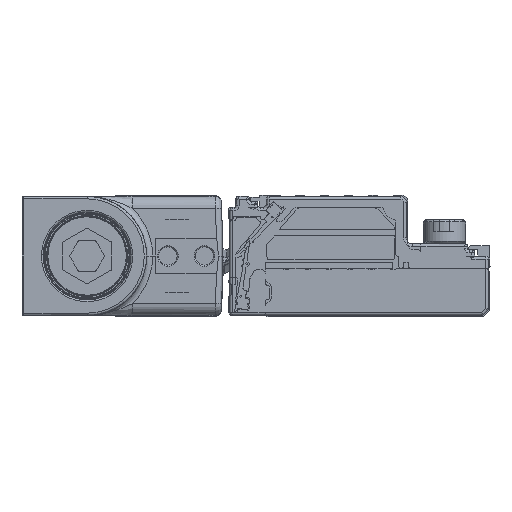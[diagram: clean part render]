
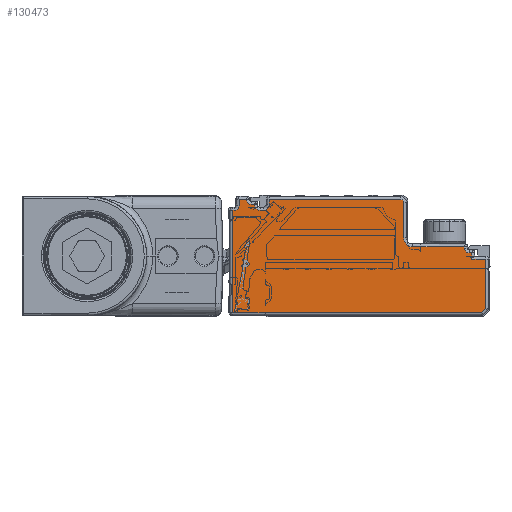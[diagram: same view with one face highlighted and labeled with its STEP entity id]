
A CAD part, left-side view. The second image highlights one B-rep face of the part: STEP entity #130473.
In plain terms, the highlighted planar face has unit normal (-1, 0, 0).
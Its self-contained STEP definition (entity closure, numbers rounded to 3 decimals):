
#127933=AXIS2_PLACEMENT_3D('Circle Axis2P3D',#127931,#127932,$) ;
#128055=AXIS2_PLACEMENT_3D('Circle Axis2P3D',#128053,#128054,$) ;
#128159=AXIS2_PLACEMENT_3D('Circle Axis2P3D',#128157,#128158,$) ;
#130120=AXIS2_PLACEMENT_3D('Circle Axis2P3D',#130118,#130119,$) ;
#130192=AXIS2_PLACEMENT_3D('Circle Axis2P3D',#130190,#130191,$) ;
#130289=AXIS2_PLACEMENT_3D('Circle Axis2P3D',#130287,#130288,$) ;
#130440=AXIS2_PLACEMENT_3D('Plane Axis2P3D',#130437,#130438,#130439) ;
#130444=AXIS2_PLACEMENT_3D('Circle Axis2P3D',#130442,#130443,$) ;
#127608=CARTESIAN_POINT('Vertex',(-678.,42.3,-7.3)) ;
#127631=CARTESIAN_POINT('Vertex',(-678.,1.407,-7.3)) ;
#127634=CARTESIAN_POINT('Line Origine',(-678.,23.168,-7.3)) ;
#127671=CARTESIAN_POINT('Vertex',(-678.,0.7,-6.593)) ;
#127674=CARTESIAN_POINT('Line Origine',(-678.,-1.246,-4.646)) ;
#127928=CARTESIAN_POINT('Vertex',(-678.,40.1,11.3)) ;
#127931=CARTESIAN_POINT('Axis2P3D Location',(-678.,39.3,11.3)) ;
#127935=CARTESIAN_POINT('Vertex',(-678.,39.3,10.5)) ;
#127955=CARTESIAN_POINT('Line Origine',(-678.,21.5,11.3)) ;
#127959=CARTESIAN_POINT('Vertex',(-678.,41.3,11.3)) ;
#128005=CARTESIAN_POINT('Vertex',(-678.,3.,2.5)) ;
#128019=CARTESIAN_POINT('Vertex',(-678.,3.4,2.5)) ;
#128022=CARTESIAN_POINT('Line Origine',(-678.,21.5,2.5)) ;
#128050=CARTESIAN_POINT('Vertex',(-678.,4.2,3.3)) ;
#128053=CARTESIAN_POINT('Axis2P3D Location',(-678.,3.4,3.3)) ;
#128078=CARTESIAN_POINT('Vertex',(-678.,4.2,3.5)) ;
#128081=CARTESIAN_POINT('Line Origine',(-678.,4.2,2.)) ;
#128123=CARTESIAN_POINT('Vertex',(-678.,12.7,3.5)) ;
#128126=CARTESIAN_POINT('Line Origine',(-678.,21.5,3.5)) ;
#128154=CARTESIAN_POINT('Vertex',(-678.,14.2,5.)) ;
#128157=CARTESIAN_POINT('Axis2P3D Location',(-678.,12.7,5.)) ;
#128185=CARTESIAN_POINT('Vertex',(-678.,14.2,10.8)) ;
#128188=CARTESIAN_POINT('Line Origine',(-678.,14.2,2.)) ;
#130000=CARTESIAN_POINT('Line Origine',(-678.,42.3,2.)) ;
#130004=CARTESIAN_POINT('Vertex',(-678.,42.3,9.5)) ;
#130028=CARTESIAN_POINT('Vertex',(-678.,0.7,1.5)) ;
#130031=CARTESIAN_POINT('Line Origine',(-678.,0.7,2.)) ;
#130084=CARTESIAN_POINT('Vertex',(-678.,37.8,9.5)) ;
#130087=CARTESIAN_POINT('Line Origine',(-678.,21.5,9.5)) ;
#130091=CARTESIAN_POINT('Vertex',(-678.,37.3,9.5)) ;
#130115=CARTESIAN_POINT('Vertex',(-678.,38.8,10.5)) ;
#130118=CARTESIAN_POINT('Axis2P3D Location',(-678.,37.8,10.5)) ;
#130142=CARTESIAN_POINT('Line Origine',(-678.,21.5,10.5)) ;
#130163=CARTESIAN_POINT('Vertex',(-678.,41.3,10.3)) ;
#130166=CARTESIAN_POINT('Line Origine',(-678.,41.3,2.)) ;
#130187=CARTESIAN_POINT('Vertex',(-678.,42.1,9.5)) ;
#130190=CARTESIAN_POINT('Axis2P3D Location',(-678.,42.1,10.3)) ;
#130207=CARTESIAN_POINT('Line Origine',(-678.,21.5,9.5)) ;
#130233=CARTESIAN_POINT('Vertex',(-678.,3.,1.5)) ;
#130236=CARTESIAN_POINT('Line Origine',(-678.,21.5,1.5)) ;
#130263=CARTESIAN_POINT('Line Origine',(-678.,3.,2.)) ;
#130284=CARTESIAN_POINT('Vertex',(-678.,14.7,11.3)) ;
#130287=CARTESIAN_POINT('Axis2P3D Location',(-678.,14.7,10.8)) ;
#130308=CARTESIAN_POINT('Vertex',(-678.,36.3,11.3)) ;
#130311=CARTESIAN_POINT('Line Origine',(-678.,21.5,11.3)) ;
#130332=CARTESIAN_POINT('Vertex',(-678.,36.3,10.5)) ;
#130335=CARTESIAN_POINT('Line Origine',(-678.,36.3,2.)) ;
#130437=CARTESIAN_POINT('Axis2P3D Location',(-678.,0.2,-7.8)) ;
#130442=CARTESIAN_POINT('Axis2P3D Location',(-678.,37.3,10.5)) ;
#127635=DIRECTION('Vector Direction',(0.,1.,0.)) ;
#127675=DIRECTION('Vector Direction',(0.,0.707,-0.707)) ;
#127932=DIRECTION('Axis2P3D Direction',(1.,0.,0.)) ;
#127956=DIRECTION('Vector Direction',(0.,-1.,0.)) ;
#128023=DIRECTION('Vector Direction',(0.,-1.,0.)) ;
#128054=DIRECTION('Axis2P3D Direction',(1.,0.,0.)) ;
#128082=DIRECTION('Vector Direction',(0.,0.,1.)) ;
#128127=DIRECTION('Vector Direction',(0.,-1.,0.)) ;
#128158=DIRECTION('Axis2P3D Direction',(1.,0.,0.)) ;
#128189=DIRECTION('Vector Direction',(0.,0.,-1.)) ;
#130001=DIRECTION('Vector Direction',(0.,0.,1.)) ;
#130032=DIRECTION('Vector Direction',(0.,0.,-1.)) ;
#130088=DIRECTION('Vector Direction',(0.,-1.,0.)) ;
#130119=DIRECTION('Axis2P3D Direction',(1.,0.,0.)) ;
#130143=DIRECTION('Vector Direction',(0.,1.,0.)) ;
#130167=DIRECTION('Vector Direction',(0.,0.,1.)) ;
#130191=DIRECTION('Axis2P3D Direction',(1.,0.,0.)) ;
#130208=DIRECTION('Vector Direction',(0.,-1.,0.)) ;
#130237=DIRECTION('Vector Direction',(0.,-1.,0.)) ;
#130264=DIRECTION('Vector Direction',(0.,0.,-1.)) ;
#130288=DIRECTION('Axis2P3D Direction',(1.,0.,0.)) ;
#130312=DIRECTION('Vector Direction',(0.,-1.,0.)) ;
#130336=DIRECTION('Vector Direction',(0.,0.,1.)) ;
#130438=DIRECTION('Axis2P3D Direction',(-1.,0.,0.)) ;
#130439=DIRECTION('Axis2P3D XDirection',(0.,0.,1.)) ;
#130443=DIRECTION('Axis2P3D Direction',(-1.,0.,0.)) ;
#127636=VECTOR('Line Direction',#127635,1.) ;
#127676=VECTOR('Line Direction',#127675,1.) ;
#127957=VECTOR('Line Direction',#127956,1.) ;
#128024=VECTOR('Line Direction',#128023,1.) ;
#128083=VECTOR('Line Direction',#128082,1.) ;
#128128=VECTOR('Line Direction',#128127,1.) ;
#128190=VECTOR('Line Direction',#128189,1.) ;
#130002=VECTOR('Line Direction',#130001,1.) ;
#130033=VECTOR('Line Direction',#130032,1.) ;
#130089=VECTOR('Line Direction',#130088,1.) ;
#130144=VECTOR('Line Direction',#130143,1.) ;
#130168=VECTOR('Line Direction',#130167,1.) ;
#130209=VECTOR('Line Direction',#130208,1.) ;
#130238=VECTOR('Line Direction',#130237,1.) ;
#130265=VECTOR('Line Direction',#130264,1.) ;
#130313=VECTOR('Line Direction',#130312,1.) ;
#130337=VECTOR('Line Direction',#130336,1.) ;
#130448=ORIENTED_EDGE('',*,*,#130093,.T.) ;
#130449=ORIENTED_EDGE('',*,*,#130122,.T.) ;
#130450=ORIENTED_EDGE('',*,*,#130146,.T.) ;
#130451=ORIENTED_EDGE('',*,*,#127937,.T.) ;
#130452=ORIENTED_EDGE('',*,*,#127961,.T.) ;
#130453=ORIENTED_EDGE('',*,*,#130170,.T.) ;
#130454=ORIENTED_EDGE('',*,*,#130194,.T.) ;
#130455=ORIENTED_EDGE('',*,*,#130211,.T.) ;
#130456=ORIENTED_EDGE('',*,*,#130006,.T.) ;
#130457=ORIENTED_EDGE('',*,*,#127638,.T.) ;
#130458=ORIENTED_EDGE('',*,*,#127678,.T.) ;
#130459=ORIENTED_EDGE('',*,*,#130035,.T.) ;
#130460=ORIENTED_EDGE('',*,*,#130240,.T.) ;
#130461=ORIENTED_EDGE('',*,*,#130267,.T.) ;
#130462=ORIENTED_EDGE('',*,*,#128026,.T.) ;
#130463=ORIENTED_EDGE('',*,*,#128057,.T.) ;
#130464=ORIENTED_EDGE('',*,*,#128085,.T.) ;
#130465=ORIENTED_EDGE('',*,*,#128130,.T.) ;
#130466=ORIENTED_EDGE('',*,*,#128161,.T.) ;
#130467=ORIENTED_EDGE('',*,*,#128192,.T.) ;
#130468=ORIENTED_EDGE('',*,*,#130291,.T.) ;
#130469=ORIENTED_EDGE('',*,*,#130315,.T.) ;
#130470=ORIENTED_EDGE('',*,*,#130339,.T.) ;
#130471=ORIENTED_EDGE('',*,*,#130446,.T.) ;
#130473=ADVANCED_FACE('\X2\FF8AFF9FFF70FF82\X0\ \X2\FF8EFF9EFF83FF9EFF68FF70\X0\',(#130472),#130441,.T.) ;
#127934=CIRCLE('generated circle',#127933,0.8) ;
#128056=CIRCLE('generated circle',#128055,0.8) ;
#128160=CIRCLE('generated circle',#128159,1.5) ;
#130121=CIRCLE('generated circle',#130120,1.) ;
#130193=CIRCLE('generated circle',#130192,0.8) ;
#130290=CIRCLE('generated circle',#130289,0.5) ;
#130445=CIRCLE('generated circle',#130444,1.) ;
#127638=EDGE_CURVE('',#127609,#127632,#127637,.F.) ;
#127678=EDGE_CURVE('',#127632,#127672,#127677,.F.) ;
#127937=EDGE_CURVE('',#127936,#127929,#127934,.T.) ;
#127961=EDGE_CURVE('',#127929,#127960,#127958,.F.) ;
#128026=EDGE_CURVE('',#128006,#128020,#128025,.F.) ;
#128057=EDGE_CURVE('',#128020,#128051,#128056,.T.) ;
#128085=EDGE_CURVE('',#128051,#128079,#128084,.T.) ;
#128130=EDGE_CURVE('',#128079,#128124,#128129,.F.) ;
#128161=EDGE_CURVE('',#128124,#128155,#128160,.T.) ;
#128192=EDGE_CURVE('',#128155,#128186,#128191,.F.) ;
#130006=EDGE_CURVE('',#130005,#127609,#130003,.F.) ;
#130035=EDGE_CURVE('',#127672,#130029,#130034,.F.) ;
#130093=EDGE_CURVE('',#130092,#130085,#130090,.F.) ;
#130122=EDGE_CURVE('',#130085,#130116,#130121,.T.) ;
#130146=EDGE_CURVE('',#130116,#127936,#130145,.T.) ;
#130170=EDGE_CURVE('',#127960,#130164,#130169,.F.) ;
#130194=EDGE_CURVE('',#130164,#130188,#130193,.T.) ;
#130211=EDGE_CURVE('',#130188,#130005,#130210,.F.) ;
#130240=EDGE_CURVE('',#130029,#130234,#130239,.F.) ;
#130267=EDGE_CURVE('',#130234,#128006,#130266,.F.) ;
#130291=EDGE_CURVE('',#128186,#130285,#130290,.F.) ;
#130315=EDGE_CURVE('',#130285,#130309,#130314,.F.) ;
#130339=EDGE_CURVE('',#130309,#130333,#130338,.F.) ;
#130446=EDGE_CURVE('',#130333,#130092,#130445,.F.) ;
#130447=EDGE_LOOP('',(#130448,#130449,#130450,#130451,#130452,#130453,#130454,#130455,#130456,#130457,#130458,#130459,#130460,#130461,#130462,#130463,#130464,#130465,#130466,#130467,#130468,#130469,#130470,#130471)) ;
#130472=FACE_OUTER_BOUND('',#130447,.T.) ;
#127637=LINE('Line',#127634,#127636) ;
#127677=LINE('Line',#127674,#127676) ;
#127958=LINE('Line',#127955,#127957) ;
#128025=LINE('Line',#128022,#128024) ;
#128084=LINE('Line',#128081,#128083) ;
#128129=LINE('Line',#128126,#128128) ;
#128191=LINE('Line',#128188,#128190) ;
#130003=LINE('Line',#130000,#130002) ;
#130034=LINE('Line',#130031,#130033) ;
#130090=LINE('Line',#130087,#130089) ;
#130145=LINE('Line',#130142,#130144) ;
#130169=LINE('Line',#130166,#130168) ;
#130210=LINE('Line',#130207,#130209) ;
#130239=LINE('Line',#130236,#130238) ;
#130266=LINE('Line',#130263,#130265) ;
#130314=LINE('Line',#130311,#130313) ;
#130338=LINE('Line',#130335,#130337) ;
#130441=PLANE('',#130440) ;
#127609=VERTEX_POINT('',#127608) ;
#127632=VERTEX_POINT('',#127631) ;
#127672=VERTEX_POINT('',#127671) ;
#127929=VERTEX_POINT('',#127928) ;
#127936=VERTEX_POINT('',#127935) ;
#127960=VERTEX_POINT('',#127959) ;
#128006=VERTEX_POINT('',#128005) ;
#128020=VERTEX_POINT('',#128019) ;
#128051=VERTEX_POINT('',#128050) ;
#128079=VERTEX_POINT('',#128078) ;
#128124=VERTEX_POINT('',#128123) ;
#128155=VERTEX_POINT('',#128154) ;
#128186=VERTEX_POINT('',#128185) ;
#130005=VERTEX_POINT('',#130004) ;
#130029=VERTEX_POINT('',#130028) ;
#130085=VERTEX_POINT('',#130084) ;
#130092=VERTEX_POINT('',#130091) ;
#130116=VERTEX_POINT('',#130115) ;
#130164=VERTEX_POINT('',#130163) ;
#130188=VERTEX_POINT('',#130187) ;
#130234=VERTEX_POINT('',#130233) ;
#130285=VERTEX_POINT('',#130284) ;
#130309=VERTEX_POINT('',#130308) ;
#130333=VERTEX_POINT('',#130332) ;
